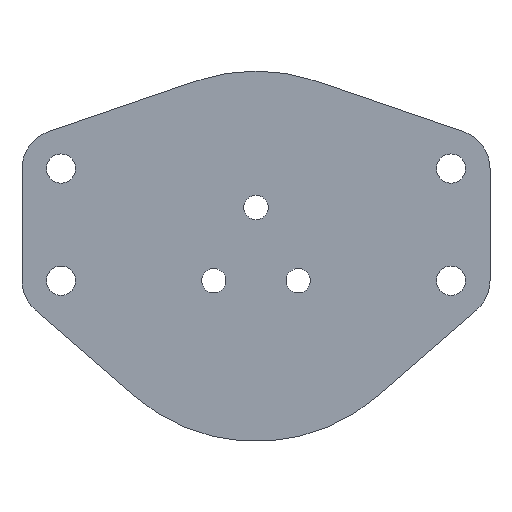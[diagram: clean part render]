
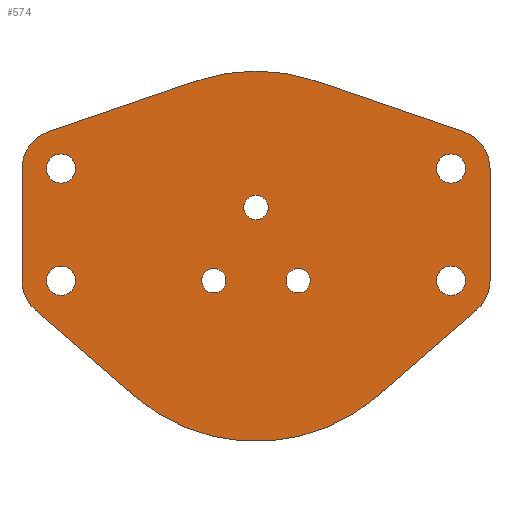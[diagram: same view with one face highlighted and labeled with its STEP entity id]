
A CAD part, left-side view. The second image highlights one B-rep face of the part: STEP entity #574.
In plain terms, the highlighted planar face has unit normal (-1, 0, 0).
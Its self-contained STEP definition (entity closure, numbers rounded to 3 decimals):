
#24=FACE_BOUND('',#112,.T.);
#25=FACE_BOUND('',#113,.T.);
#26=FACE_BOUND('',#114,.T.);
#27=FACE_BOUND('',#115,.T.);
#28=FACE_BOUND('',#116,.T.);
#29=FACE_BOUND('',#117,.T.);
#30=FACE_BOUND('',#118,.T.);
#40=PLANE('',#660);
#73=FACE_OUTER_BOUND('',#111,.T.);
#111=EDGE_LOOP('',(#512,#513,#514,#515,#516,#517,#518,#519,#520,#521,#522,
#523));
#112=EDGE_LOOP('',(#524));
#113=EDGE_LOOP('',(#525));
#114=EDGE_LOOP('',(#526));
#115=EDGE_LOOP('',(#527));
#116=EDGE_LOOP('',(#528));
#117=EDGE_LOOP('',(#529));
#118=EDGE_LOOP('',(#530));
#134=LINE('',#946,#171);
#138=LINE('',#958,#175);
#142=LINE('',#970,#179);
#146=LINE('',#982,#183);
#150=LINE('',#994,#187);
#154=LINE('',#1005,#191);
#171=VECTOR('',#778,10.);
#175=VECTOR('',#790,10.);
#179=VECTOR('',#802,10.);
#183=VECTOR('',#814,10.);
#187=VECTOR('',#826,10.);
#191=VECTOR('',#838,10.);
#194=CIRCLE('',#591,1.25);
#196=CIRCLE('',#594,1.25);
#198=CIRCLE('',#597,1.25);
#203=CIRCLE('',#604,1.5);
#208=CIRCLE('',#611,1.5);
#213=CIRCLE('',#618,1.5);
#218=CIRCLE('',#625,1.5);
#224=CIRCLE('',#636,19.);
#226=CIRCLE('',#640,4.);
#228=CIRCLE('',#644,4.);
#230=CIRCLE('',#648,19.);
#232=CIRCLE('',#652,4.);
#234=CIRCLE('',#656,4.);
#237=VERTEX_POINT('',#848);
#239=VERTEX_POINT('',#854);
#241=VERTEX_POINT('',#860);
#246=VERTEX_POINT('',#874);
#251=VERTEX_POINT('',#888);
#256=VERTEX_POINT('',#902);
#261=VERTEX_POINT('',#916);
#267=VERTEX_POINT('',#936);
#268=VERTEX_POINT('',#937);
#271=VERTEX_POINT('',#945);
#273=VERTEX_POINT('',#951);
#275=VERTEX_POINT('',#957);
#277=VERTEX_POINT('',#963);
#279=VERTEX_POINT('',#969);
#281=VERTEX_POINT('',#975);
#283=VERTEX_POINT('',#981);
#285=VERTEX_POINT('',#987);
#287=VERTEX_POINT('',#993);
#289=VERTEX_POINT('',#999);
#293=EDGE_CURVE('',#237,#237,#194,.T.);
#296=EDGE_CURVE('',#239,#239,#196,.T.);
#299=EDGE_CURVE('',#241,#241,#198,.T.);
#306=EDGE_CURVE('',#246,#246,#203,.T.);
#313=EDGE_CURVE('',#251,#251,#208,.T.);
#320=EDGE_CURVE('',#256,#256,#213,.T.);
#327=EDGE_CURVE('',#261,#261,#218,.T.);
#335=EDGE_CURVE('',#267,#268,#224,.T.);
#339=EDGE_CURVE('',#271,#267,#134,.T.);
#342=EDGE_CURVE('',#273,#271,#226,.T.);
#345=EDGE_CURVE('',#275,#273,#138,.T.);
#348=EDGE_CURVE('',#277,#275,#228,.T.);
#351=EDGE_CURVE('',#277,#279,#142,.T.);
#354=EDGE_CURVE('',#281,#279,#230,.T.);
#357=EDGE_CURVE('',#283,#281,#146,.T.);
#360=EDGE_CURVE('',#285,#283,#232,.T.);
#363=EDGE_CURVE('',#285,#287,#150,.T.);
#366=EDGE_CURVE('',#289,#287,#234,.T.);
#369=EDGE_CURVE('',#268,#289,#154,.T.);
#512=ORIENTED_EDGE('',*,*,#369,.F.);
#513=ORIENTED_EDGE('',*,*,#335,.F.);
#514=ORIENTED_EDGE('',*,*,#339,.F.);
#515=ORIENTED_EDGE('',*,*,#342,.F.);
#516=ORIENTED_EDGE('',*,*,#345,.F.);
#517=ORIENTED_EDGE('',*,*,#348,.F.);
#518=ORIENTED_EDGE('',*,*,#351,.T.);
#519=ORIENTED_EDGE('',*,*,#354,.F.);
#520=ORIENTED_EDGE('',*,*,#357,.F.);
#521=ORIENTED_EDGE('',*,*,#360,.F.);
#522=ORIENTED_EDGE('',*,*,#363,.T.);
#523=ORIENTED_EDGE('',*,*,#366,.F.);
#524=ORIENTED_EDGE('',*,*,#293,.T.);
#525=ORIENTED_EDGE('',*,*,#296,.T.);
#526=ORIENTED_EDGE('',*,*,#299,.T.);
#527=ORIENTED_EDGE('',*,*,#306,.T.);
#528=ORIENTED_EDGE('',*,*,#313,.T.);
#529=ORIENTED_EDGE('',*,*,#320,.T.);
#530=ORIENTED_EDGE('',*,*,#327,.T.);
#574=ADVANCED_FACE('',(#73,#24,#25,#26,#27,#28,#29,#30),#40,.F.);
#591=AXIS2_PLACEMENT_3D('',#850,#668,#669);
#594=AXIS2_PLACEMENT_3D('',#856,#675,#676);
#597=AXIS2_PLACEMENT_3D('',#862,#682,#683);
#604=AXIS2_PLACEMENT_3D('',#876,#698,#699);
#611=AXIS2_PLACEMENT_3D('',#890,#714,#715);
#618=AXIS2_PLACEMENT_3D('',#904,#730,#731);
#625=AXIS2_PLACEMENT_3D('',#918,#746,#747);
#636=AXIS2_PLACEMENT_3D('',#938,#770,#771);
#640=AXIS2_PLACEMENT_3D('',#952,#783,#784);
#644=AXIS2_PLACEMENT_3D('',#964,#795,#796);
#648=AXIS2_PLACEMENT_3D('',#976,#807,#808);
#652=AXIS2_PLACEMENT_3D('',#988,#819,#820);
#656=AXIS2_PLACEMENT_3D('',#1000,#831,#832);
#660=AXIS2_PLACEMENT_3D('',#1008,#842,#843);
#668=DIRECTION('center_axis',(1.,0.,0.));
#669=DIRECTION('ref_axis',(0.,1.,0.));
#675=DIRECTION('center_axis',(1.,0.,0.));
#676=DIRECTION('ref_axis',(0.,1.,0.));
#682=DIRECTION('center_axis',(1.,0.,0.));
#683=DIRECTION('ref_axis',(0.,1.,0.));
#698=DIRECTION('center_axis',(1.,0.,0.));
#699=DIRECTION('ref_axis',(0.,1.,0.));
#714=DIRECTION('center_axis',(1.,0.,0.));
#715=DIRECTION('ref_axis',(0.,1.,0.));
#730=DIRECTION('center_axis',(1.,0.,0.));
#731=DIRECTION('ref_axis',(0.,1.,0.));
#746=DIRECTION('center_axis',(1.,0.,0.));
#747=DIRECTION('ref_axis',(0.,1.,0.));
#770=DIRECTION('center_axis',(1.,0.,0.));
#771=DIRECTION('ref_axis',(0.,0.324,0.946));
#778=DIRECTION('',(0.,-0.946,0.324));
#783=DIRECTION('center_axis',(1.,0.,0.));
#784=DIRECTION('ref_axis',(0.,1.,0.));
#790=DIRECTION('',(0.,0.,1.));
#795=DIRECTION('center_axis',(1.,0.,0.));
#796=DIRECTION('ref_axis',(0.,1.,0.));
#802=DIRECTION('',(0.,-0.755,-0.656));
#807=DIRECTION('center_axis',(1.,0.,0.));
#808=DIRECTION('ref_axis',(0.,1.,0.));
#814=DIRECTION('',(0.,0.755,-0.656));
#819=DIRECTION('center_axis',(1.,0.,0.));
#820=DIRECTION('ref_axis',(0.,1.,0.));
#826=DIRECTION('',(0.,0.,1.));
#831=DIRECTION('center_axis',(1.,0.,0.));
#832=DIRECTION('ref_axis',(0.,1.,0.));
#838=DIRECTION('',(0.,-0.946,-0.324));
#842=DIRECTION('center_axis',(1.,0.,0.));
#843=DIRECTION('ref_axis',(0.,1.,0.));
#848=CARTESIAN_POINT('',(136.,100.75,211.499));
#850=CARTESIAN_POINT('Origin',(136.,102.,211.499));
#854=CARTESIAN_POINT('',(136.,105.08,203.999));
#856=CARTESIAN_POINT('Origin',(136.,106.33,203.999));
#860=CARTESIAN_POINT('',(136.,96.42,203.999));
#862=CARTESIAN_POINT('Origin',(136.,97.67,203.999));
#874=CARTESIAN_POINT('',(136.,120.5,203.999));
#876=CARTESIAN_POINT('Origin',(136.,122.,203.999));
#888=CARTESIAN_POINT('',(136.,80.5,215.497));
#890=CARTESIAN_POINT('Origin',(136.,82.,215.497));
#902=CARTESIAN_POINT('',(136.,120.5,215.497));
#904=CARTESIAN_POINT('Origin',(136.,122.,215.497));
#916=CARTESIAN_POINT('',(136.,80.5,203.999));
#918=CARTESIAN_POINT('Origin',(136.,82.,203.999));
#936=CARTESIAN_POINT('',(136.,108.164,224.471));
#937=CARTESIAN_POINT('',(136.,95.836,224.471));
#938=CARTESIAN_POINT('Origin',(136.,102.,206.499));
#945=CARTESIAN_POINT('',(136.,123.298,219.281));
#946=CARTESIAN_POINT('',(136.,126.,218.354));
#951=CARTESIAN_POINT('',(136.,126.,215.497));
#952=CARTESIAN_POINT('Origin',(136.,122.,215.497));
#957=CARTESIAN_POINT('',(136.,126.,203.999));
#958=CARTESIAN_POINT('',(136.,126.,203.999));
#963=CARTESIAN_POINT('',(136.,124.622,200.979));
#964=CARTESIAN_POINT('Origin',(136.,122.,203.999));
#969=CARTESIAN_POINT('',(136.,114.457,192.152));
#970=CARTESIAN_POINT('',(136.,124.622,200.979));
#975=CARTESIAN_POINT('',(136.,89.543,192.152));
#976=CARTESIAN_POINT('Origin',(136.,102.,206.499));
#981=CARTESIAN_POINT('',(136.,79.378,200.979));
#982=CARTESIAN_POINT('',(136.,79.378,200.979));
#987=CARTESIAN_POINT('',(136.,78.,203.999));
#988=CARTESIAN_POINT('Origin',(136.,82.,203.999));
#993=CARTESIAN_POINT('',(136.,78.,215.497));
#994=CARTESIAN_POINT('',(136.,78.,203.999));
#999=CARTESIAN_POINT('',(136.,80.702,219.281));
#1000=CARTESIAN_POINT('Origin',(136.,82.,215.497));
#1005=CARTESIAN_POINT('',(136.,95.836,224.471));
#1008=CARTESIAN_POINT('Origin',(136.,104.5,206.499));
